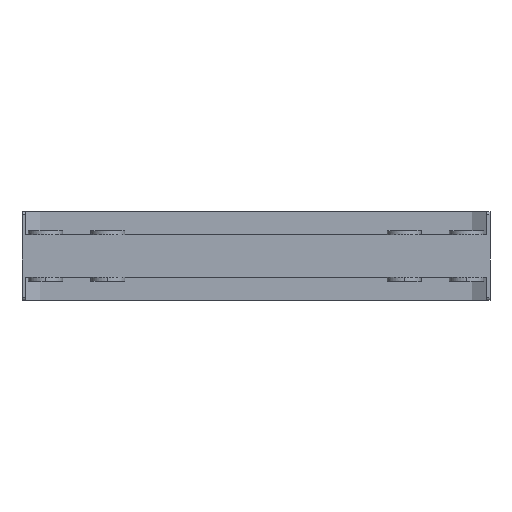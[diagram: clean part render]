
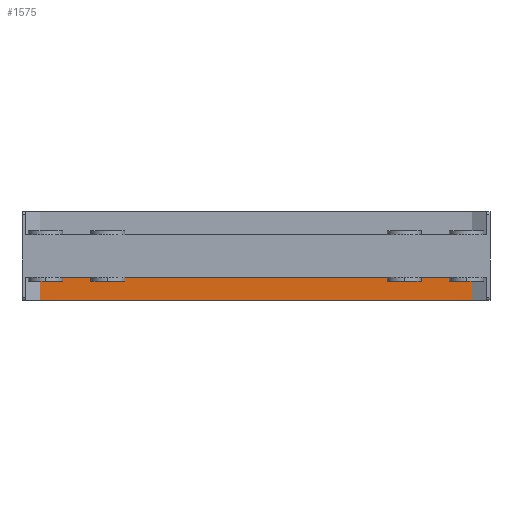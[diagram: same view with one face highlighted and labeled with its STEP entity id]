
A CAD part, top view. The second image highlights one B-rep face of the part: STEP entity #1575.
In plain terms, the highlighted planar face has unit normal (0, 0, 1).
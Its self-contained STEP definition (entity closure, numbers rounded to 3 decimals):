
#25 = CARTESIAN_POINT ( 'NONE',  ( -1375., -1425., -935. ) ) ;
#56 = ORIENTED_EDGE ( 'NONE', *, *, #660, .F. ) ;
#58 = DIRECTION ( 'NONE',  ( -1., 0., 0. ) ) ;
#59 = DIRECTION ( 'NONE',  ( 1., 0., 0. ) ) ;
#70 = VERTEX_POINT ( 'NONE', #1332 ) ;
#102 = AXIS2_PLACEMENT_3D ( 'NONE', #346, #1001, #458 ) ;
#103 = VECTOR ( 'NONE', #1576, 1000. ) ;
#106 = EDGE_CURVE ( 'NONE', #70, #777, #522, .T. ) ;
#118 = CARTESIAN_POINT ( 'NONE',  ( -15225., -677.5, -935. ) ) ;
#127 = DIRECTION ( 'NONE',  ( 1., 0., 0. ) ) ;
#145 = CARTESIAN_POINT ( 'NONE',  ( -14657.221, -812.5, -935. ) ) ;
#151 = LINE ( 'NONE', #1638, #1545 ) ;
#153 = VECTOR ( 'NONE', #1140, 1000. ) ;
#159 = ORIENTED_EDGE ( 'NONE', *, *, #106, .F. ) ;
#172 = EDGE_CURVE ( 'NONE', #223, #1045, #952, .T. ) ;
#173 = VERTEX_POINT ( 'NONE', #145 ) ;
#223 = VERTEX_POINT ( 'NONE', #1216 ) ;
#225 = CARTESIAN_POINT ( 'NONE',  ( -13442.779, -812.5, -935. ) ) ;
#245 = EDGE_CURVE ( 'NONE', #70, #1432, #490, .T. ) ;
#247 = VERTEX_POINT ( 'NONE', #1389 ) ;
#250 = VECTOR ( 'NONE', #1522, 1000. ) ;
#262 = CARTESIAN_POINT ( 'NONE',  ( -3157.221, -812.5, -935. ) ) ;
#280 = DIRECTION ( 'NONE',  ( 0., 1., 0. ) ) ;
#281 = VERTEX_POINT ( 'NONE', #1675 ) ;
#288 = EDGE_CURVE ( 'NONE', #1690, #1187, #1028, .T. ) ;
#306 = CARTESIAN_POINT ( 'NONE',  ( -13442.779, -677.5, -935. ) ) ;
#331 = VECTOR ( 'NONE', #1049, 1000. ) ;
#344 = ORIENTED_EDGE ( 'NONE', *, *, #553, .F. ) ;
#346 = CARTESIAN_POINT ( 'NONE',  ( -1375., -677.5, -935. ) ) ;
#352 = VECTOR ( 'NONE', #448, 1000. ) ;
#363 = LINE ( 'NONE', #539, #1744 ) ;
#364 = DIRECTION ( 'NONE',  ( -1., 0., 0. ) ) ;
#377 = VECTOR ( 'NONE', #820, 1000. ) ;
#418 = EDGE_CURVE ( 'NONE', #1690, #1030, #363, .T. ) ;
#426 = CARTESIAN_POINT ( 'NONE',  ( -12657.221, -677.5, -935. ) ) ;
#435 = CARTESIAN_POINT ( 'NONE',  ( -14657.221, -812.5, -935. ) ) ;
#448 = DIRECTION ( 'NONE',  ( -1., 0., 0. ) ) ;
#458 = DIRECTION ( 'NONE',  ( 0., -1., 0. ) ) ;
#472 = ORIENTED_EDGE ( 'NONE', *, *, #288, .F. ) ;
#480 = VERTEX_POINT ( 'NONE', #1590 ) ;
#490 = LINE ( 'NONE', #628, #1451 ) ;
#505 = VECTOR ( 'NONE', #1612, 1000. ) ;
#522 = LINE ( 'NONE', #1087, #250 ) ;
#539 = CARTESIAN_POINT ( 'NONE',  ( -13442.779, -812.5, -935. ) ) ;
#553 = EDGE_CURVE ( 'NONE', #1222, #1130, #1615, .T. ) ;
#560 = DIRECTION ( 'NONE',  ( -1., 0., 0. ) ) ;
#579 = ORIENTED_EDGE ( 'NONE', *, *, #172, .F. ) ;
#587 = CARTESIAN_POINT ( 'NONE',  ( -1375., -677.5, -935. ) ) ;
#603 = CARTESIAN_POINT ( 'NONE',  ( -3942.779, -812.5, -935. ) ) ;
#605 = VERTEX_POINT ( 'NONE', #1606 ) ;
#628 = CARTESIAN_POINT ( 'NONE',  ( -1375., -677.5, -935. ) ) ;
#635 = PLANE ( 'NONE',  #102 ) ;
#645 = CARTESIAN_POINT ( 'NONE',  ( -1375., -677.5, -935. ) ) ;
#660 = EDGE_CURVE ( 'NONE', #480, #1709, #1367, .T. ) ;
#671 = VECTOR ( 'NONE', #560, 1000. ) ;
#678 = ORIENTED_EDGE ( 'NONE', *, *, #735, .T. ) ;
#735 = EDGE_CURVE ( 'NONE', #247, #173, #1669, .T. ) ;
#777 = VERTEX_POINT ( 'NONE', #603 ) ;
#801 = CARTESIAN_POINT ( 'NONE',  ( -15225., -1425., -935. ) ) ;
#820 = DIRECTION ( 'NONE',  ( 0., -1., 0. ) ) ;
#827 = ORIENTED_EDGE ( 'NONE', *, *, #1599, .F. ) ;
#859 = ORIENTED_EDGE ( 'NONE', *, *, #1392, .F. ) ;
#869 = ORIENTED_EDGE ( 'NONE', *, *, #245, .T. ) ;
#887 = CARTESIAN_POINT ( 'NONE',  ( -1375., -812.5, -935. ) ) ;
#909 = LINE ( 'NONE', #1342, #950 ) ;
#927 = ORIENTED_EDGE ( 'NONE', *, *, #1747, .T. ) ;
#933 = ORIENTED_EDGE ( 'NONE', *, *, #1689, .T. ) ;
#950 = VECTOR ( 'NONE', #127, 1000. ) ;
#952 = LINE ( 'NONE', #984, #377 ) ;
#959 = DIRECTION ( 'NONE',  ( 0., -1., 0. ) ) ;
#974 = DIRECTION ( 'NONE',  ( 0., -1., 0. ) ) ;
#984 = CARTESIAN_POINT ( 'NONE',  ( -1942.779, -812.5, -935. ) ) ;
#1001 = DIRECTION ( 'NONE',  ( 0., 0., 1. ) ) ;
#1028 = LINE ( 'NONE', #1161, #153 ) ;
#1030 = VERTEX_POINT ( 'NONE', #306 ) ;
#1032 = ORIENTED_EDGE ( 'NONE', *, *, #1047, .T. ) ;
#1034 = VECTOR ( 'NONE', #974, 1000. ) ;
#1041 = CARTESIAN_POINT ( 'NONE',  ( -1375., -812.5, -935. ) ) ;
#1045 = VERTEX_POINT ( 'NONE', #1136 ) ;
#1047 = EDGE_CURVE ( 'NONE', #1030, #247, #1648, .T. ) ;
#1049 = DIRECTION ( 'NONE',  ( 0., -1., 0. ) ) ;
#1087 = CARTESIAN_POINT ( 'NONE',  ( -3942.779, -812.5, -935. ) ) ;
#1130 = VERTEX_POINT ( 'NONE', #1402 ) ;
#1136 = CARTESIAN_POINT ( 'NONE',  ( -1942.779, -812.5, -935. ) ) ;
#1140 = DIRECTION ( 'NONE',  ( 1., 0., 0. ) ) ;
#1147 = FACE_OUTER_BOUND ( 'NONE', #1336, .T. ) ;
#1161 = CARTESIAN_POINT ( 'NONE',  ( -1375., -812.5, -935. ) ) ;
#1176 = ORIENTED_EDGE ( 'NONE', *, *, #1233, .F. ) ;
#1187 = VERTEX_POINT ( 'NONE', #1559 ) ;
#1215 = ORIENTED_EDGE ( 'NONE', *, *, #418, .T. ) ;
#1216 = CARTESIAN_POINT ( 'NONE',  ( -1942.779, -677.5, -935. ) ) ;
#1222 = VERTEX_POINT ( 'NONE', #1426 ) ;
#1233 = EDGE_CURVE ( 'NONE', #1045, #281, #909, .T. ) ;
#1332 = CARTESIAN_POINT ( 'NONE',  ( -3942.779, -677.5, -935. ) ) ;
#1336 = EDGE_LOOP ( 'NONE', ( #869, #1555, #472, #1215, #1032, #678, #1701, #927, #56, #859, #1176, #579, #933, #344, #827, #159 ) ) ;
#1339 = LINE ( 'NONE', #1041, #103 ) ;
#1342 = CARTESIAN_POINT ( 'NONE',  ( -1375., -812.5, -935. ) ) ;
#1367 = LINE ( 'NONE', #25, #352 ) ;
#1389 = CARTESIAN_POINT ( 'NONE',  ( -14657.221, -677.5, -935. ) ) ;
#1392 = EDGE_CURVE ( 'NONE', #281, #480, #151, .T. ) ;
#1402 = CARTESIAN_POINT ( 'NONE',  ( -3157.221, -677.5, -935. ) ) ;
#1426 = CARTESIAN_POINT ( 'NONE',  ( -3157.221, -812.5, -935. ) ) ;
#1432 = VERTEX_POINT ( 'NONE', #426 ) ;
#1451 = VECTOR ( 'NONE', #58, 1000. ) ;
#1460 = VECTOR ( 'NONE', #364, 1000. ) ;
#1511 = VECTOR ( 'NONE', #59, 1000. ) ;
#1522 = DIRECTION ( 'NONE',  ( 0., -1., 0. ) ) ;
#1545 = VECTOR ( 'NONE', #959, 1000. ) ;
#1555 = ORIENTED_EDGE ( 'NONE', *, *, #1700, .T. ) ;
#1559 = CARTESIAN_POINT ( 'NONE',  ( -12657.221, -812.5, -935. ) ) ;
#1575 = ADVANCED_FACE ( 'NONE', ( #1147 ), #635, .T. ) ;
#1576 = DIRECTION ( 'NONE',  ( 1., 0., 0. ) ) ;
#1590 = CARTESIAN_POINT ( 'NONE',  ( -1375., -1425., -935. ) ) ;
#1591 = LINE ( 'NONE', #118, #505 ) ;
#1599 = EDGE_CURVE ( 'NONE', #777, #1222, #1686, .T. ) ;
#1606 = CARTESIAN_POINT ( 'NONE',  ( -15225., -812.5, -935. ) ) ;
#1612 = DIRECTION ( 'NONE',  ( 0., -1., 0. ) ) ;
#1615 = LINE ( 'NONE', #262, #1682 ) ;
#1638 = CARTESIAN_POINT ( 'NONE',  ( -1375., -677.5, -935. ) ) ;
#1648 = LINE ( 'NONE', #587, #671 ) ;
#1669 = LINE ( 'NONE', #435, #1034 ) ;
#1675 = CARTESIAN_POINT ( 'NONE',  ( -1375., -812.5, -935. ) ) ;
#1682 = VECTOR ( 'NONE', #280, 1000. ) ;
#1686 = LINE ( 'NONE', #887, #1511 ) ;
#1689 = EDGE_CURVE ( 'NONE', #223, #1130, #1739, .T. ) ;
#1690 = VERTEX_POINT ( 'NONE', #225 ) ;
#1700 = EDGE_CURVE ( 'NONE', #1432, #1187, #1712, .T. ) ;
#1701 = ORIENTED_EDGE ( 'NONE', *, *, #1729, .F. ) ;
#1709 = VERTEX_POINT ( 'NONE', #801 ) ;
#1712 = LINE ( 'NONE', #1722, #331 ) ;
#1722 = CARTESIAN_POINT ( 'NONE',  ( -12657.221, -812.5, -935. ) ) ;
#1729 = EDGE_CURVE ( 'NONE', #605, #173, #1339, .T. ) ;
#1730 = DIRECTION ( 'NONE',  ( 0., 1., 0. ) ) ;
#1739 = LINE ( 'NONE', #645, #1460 ) ;
#1744 = VECTOR ( 'NONE', #1730, 1000. ) ;
#1747 = EDGE_CURVE ( 'NONE', #605, #1709, #1591, .T. ) ;
